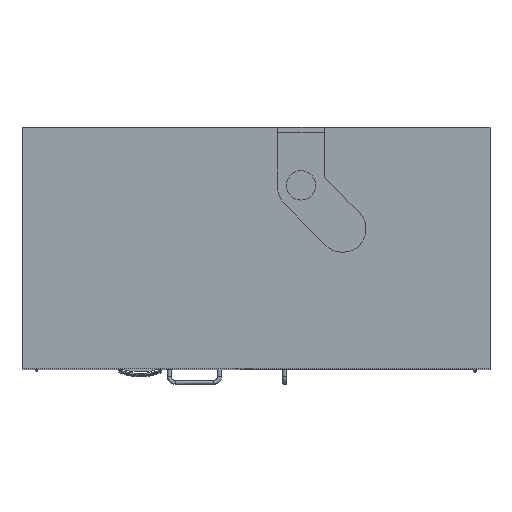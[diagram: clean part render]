
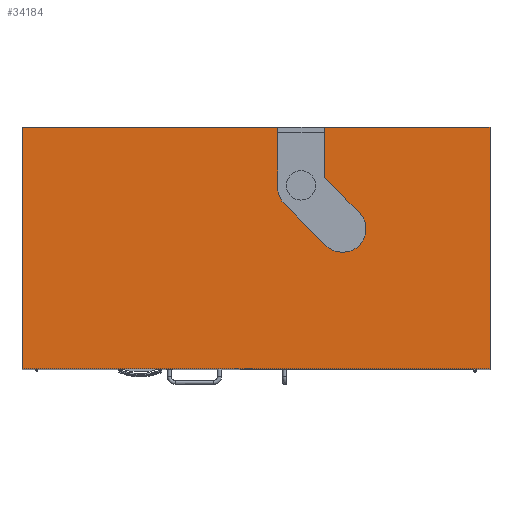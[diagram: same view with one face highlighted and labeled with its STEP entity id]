
A CAD part, top view. The second image highlights one B-rep face of the part: STEP entity #34184.
In plain terms, the highlighted planar face has unit normal (0, 0, 1).
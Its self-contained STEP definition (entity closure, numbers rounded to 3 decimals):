
#1547=LINE('',#45864,#5244);
#1548=LINE('',#45868,#5245);
#1549=LINE('',#45872,#5246);
#1550=LINE('',#45876,#5247);
#1551=LINE('',#45878,#5248);
#1552=LINE('',#45880,#5249);
#1553=LINE('',#45882,#5250);
#1554=LINE('',#45884,#5251);
#1555=LINE('',#45885,#5252);
#5244=VECTOR('',#38511,10.);
#5245=VECTOR('',#38514,10.);
#5246=VECTOR('',#38517,10.);
#5247=VECTOR('',#38520,10.);
#5248=VECTOR('',#38521,10.);
#5249=VECTOR('',#38522,10.);
#5250=VECTOR('',#38523,10.);
#5251=VECTOR('',#38524,10.);
#5252=VECTOR('',#38525,10.);
#8746=PLANE('',#36223);
#10417=FACE_OUTER_BOUND('',#12310,.T.);
#12310=EDGE_LOOP('',(#23222,#23223,#23224,#23225,#23226,#23227,#23228,#23229,
#23230,#23231,#23232,#23233));
#14383=CIRCLE('',#36224,10.);
#14384=CIRCLE('',#36225,60.);
#14385=CIRCLE('',#36226,60.);
#14896=VERTEX_POINT('',#45862);
#14897=VERTEX_POINT('',#45863);
#14898=VERTEX_POINT('',#45865);
#14899=VERTEX_POINT('',#45867);
#14900=VERTEX_POINT('',#45869);
#14901=VERTEX_POINT('',#45871);
#14902=VERTEX_POINT('',#45873);
#14903=VERTEX_POINT('',#45875);
#14904=VERTEX_POINT('',#45877);
#14905=VERTEX_POINT('',#45879);
#14906=VERTEX_POINT('',#45881);
#14907=VERTEX_POINT('',#45883);
#18193=EDGE_CURVE('',#14896,#14897,#1547,.T.);
#18194=EDGE_CURVE('',#14897,#14898,#14383,.T.);
#18195=EDGE_CURVE('',#14898,#14899,#1548,.T.);
#18196=EDGE_CURVE('',#14899,#14900,#14384,.T.);
#18197=EDGE_CURVE('',#14900,#14901,#1549,.T.);
#18198=EDGE_CURVE('',#14901,#14902,#14385,.T.);
#18199=EDGE_CURVE('',#14902,#14903,#1550,.T.);
#18200=EDGE_CURVE('',#14903,#14904,#1551,.T.);
#18201=EDGE_CURVE('',#14904,#14905,#1552,.T.);
#18202=EDGE_CURVE('',#14905,#14906,#1553,.T.);
#18203=EDGE_CURVE('',#14906,#14907,#1554,.T.);
#18204=EDGE_CURVE('',#14907,#14896,#1555,.T.);
#23222=ORIENTED_EDGE('',*,*,#18193,.T.);
#23223=ORIENTED_EDGE('',*,*,#18194,.T.);
#23224=ORIENTED_EDGE('',*,*,#18195,.T.);
#23225=ORIENTED_EDGE('',*,*,#18196,.T.);
#23226=ORIENTED_EDGE('',*,*,#18197,.T.);
#23227=ORIENTED_EDGE('',*,*,#18198,.T.);
#23228=ORIENTED_EDGE('',*,*,#18199,.T.);
#23229=ORIENTED_EDGE('',*,*,#18200,.T.);
#23230=ORIENTED_EDGE('',*,*,#18201,.T.);
#23231=ORIENTED_EDGE('',*,*,#18202,.T.);
#23232=ORIENTED_EDGE('',*,*,#18203,.T.);
#23233=ORIENTED_EDGE('',*,*,#18204,.T.);
#34184=ADVANCED_FACE('',(#10417),#8746,.T.);
#36223=AXIS2_PLACEMENT_3D('',#45861,#38509,#38510);
#36224=AXIS2_PLACEMENT_3D('',#45866,#38512,#38513);
#36225=AXIS2_PLACEMENT_3D('',#45870,#38515,#38516);
#36226=AXIS2_PLACEMENT_3D('',#45874,#38518,#38519);
#38509=DIRECTION('center_axis',(0.,0.,1.));
#38510=DIRECTION('ref_axis',(1.,0.,0.));
#38511=DIRECTION('',(0.,-1.,0.));
#38512=DIRECTION('center_axis',(0.,0.,1.));
#38513=DIRECTION('ref_axis',(1.,0.,0.));
#38514=DIRECTION('',(0.707,-0.707,0.));
#38515=DIRECTION('center_axis',(0.,0.,-1.));
#38516=DIRECTION('ref_axis',(-0.707,-0.707,0.));
#38517=DIRECTION('',(-0.707,0.707,0.));
#38518=DIRECTION('center_axis',(0.,0.,-1.));
#38519=DIRECTION('ref_axis',(-1.,0.,0.));
#38520=DIRECTION('',(0.,1.,0.));
#38521=DIRECTION('',(-1.,0.,0.));
#38522=DIRECTION('',(0.,-1.,0.));
#38523=DIRECTION('',(1.,0.,0.));
#38524=DIRECTION('',(0.,1.,0.));
#38525=DIRECTION('',(-1.,0.,0.));
#45861=CARTESIAN_POINT('Origin',(0.,0.,
984.));
#45862=CARTESIAN_POINT('',(175.,308.25,984.));
#45863=CARTESIAN_POINT('',(175.,184.245,984.));
#45864=CARTESIAN_POINT('',(175.,147.25,984.));
#45865=CARTESIAN_POINT('',(177.929,177.174,984.));
#45866=CARTESIAN_POINT('Origin',(185.,184.245,984.));
#45867=CARTESIAN_POINT('',(263.676,91.426,984.));
#45868=CARTESIAN_POINT('',(177.74,177.363,984.));
#45869=CARTESIAN_POINT('',(178.824,6.574,984.));
#45870=CARTESIAN_POINT('Origin',(221.25,49.,984.));
#45871=CARTESIAN_POINT('',(72.574,112.824,984.));
#45872=CARTESIAN_POINT('',(135.761,49.636,984.));
#45873=CARTESIAN_POINT('',(55.,155.25,984.));
#45874=CARTESIAN_POINT('Origin',(115.,155.25,984.));
#45875=CARTESIAN_POINT('',(55.,308.25,984.));
#45876=CARTESIAN_POINT('',(55.,147.25,984.));
#45877=CARTESIAN_POINT('',(-598.25,308.25,984.));
#45878=CARTESIAN_POINT('',(598.25,308.25,984.));
#45879=CARTESIAN_POINT('',(-598.25,-308.25,984.));
#45880=CARTESIAN_POINT('',(-598.25,308.25,984.));
#45881=CARTESIAN_POINT('',(598.25,-308.25,984.));
#45882=CARTESIAN_POINT('',(-598.25,-308.25,984.));
#45883=CARTESIAN_POINT('',(598.25,308.25,984.));
#45884=CARTESIAN_POINT('',(598.25,-308.25,984.));
#45885=CARTESIAN_POINT('',(598.25,308.25,984.));
